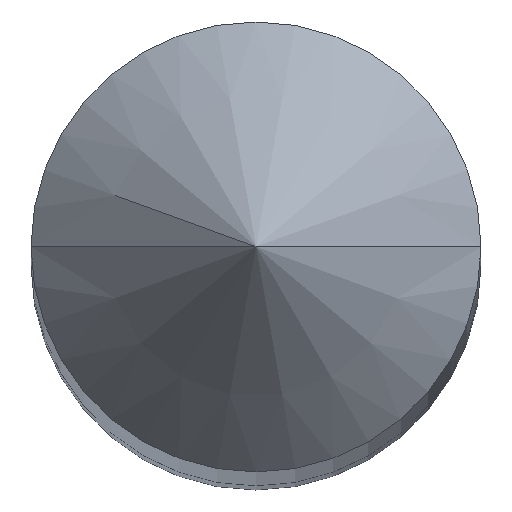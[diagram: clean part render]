
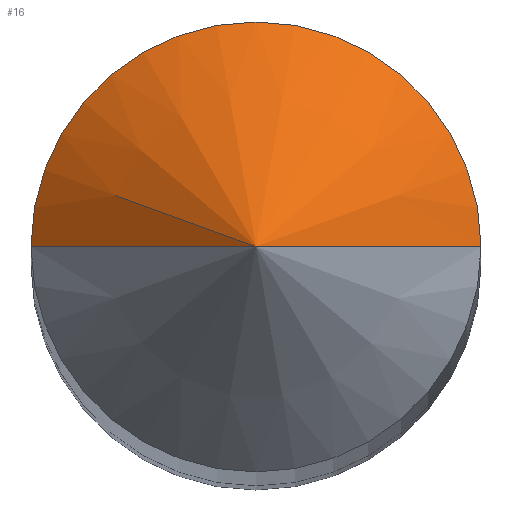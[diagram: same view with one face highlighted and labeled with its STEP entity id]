
A CAD part, top view. The second image highlights one B-rep face of the part: STEP entity #16.
In plain terms, the highlighted conical face has half-angle 45 degrees and reference radius 0.674 mm.
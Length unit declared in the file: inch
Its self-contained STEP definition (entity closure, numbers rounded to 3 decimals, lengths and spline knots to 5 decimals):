
#2 = DIRECTION ( 'NONE',  ( 0., 0., -1. ) ) ;
#16 = ADVANCED_FACE ( 'NONE', ( #54 ), #352, .T. ) ;
#51 = DIRECTION ( 'NONE',  ( 0., 0., 1. ) ) ;
#54 = FACE_OUTER_BOUND ( 'NONE', #207, .T. ) ;
#69 = EDGE_CURVE ( 'NONE', #303, #169, #348, .T. ) ;
#73 = CARTESIAN_POINT ( 'NONE',  ( 0.02655, 0., -0.03125 ) ) ;
#79 = CARTESIAN_POINT ( 'NONE',  ( 0.02655, 0., -0.03125 ) ) ;
#82 = VECTOR ( 'NONE', #202, 39.37008 ) ;
#83 = DIRECTION ( 'NONE',  ( -0.707, 0., -0.707 ) ) ;
#84 = EDGE_CURVE ( 'NONE', #169, #85, #256, .T. ) ;
#85 = VERTEX_POINT ( 'NONE', #295 ) ;
#97 = EDGE_CURVE ( 'NONE', #303, #85, #236, .T. ) ;
#109 = CARTESIAN_POINT ( 'NONE',  ( 0., 0., -0.03125 ) ) ;
#147 = ORIENTED_EDGE ( 'NONE', *, *, #69, .T. ) ;
#166 = VECTOR ( 'NONE', #83, 39.37008 ) ;
#169 = VERTEX_POINT ( 'NONE', #79 ) ;
#185 = ORIENTED_EDGE ( 'NONE', *, *, #97, .F. ) ;
#197 = CARTESIAN_POINT ( 'NONE',  ( 0., 0., -0.0047 ) ) ;
#202 = DIRECTION ( 'NONE',  ( 0.707, 0., -0.707 ) ) ;
#207 = EDGE_LOOP ( 'NONE', ( #185, #147, #339 ) ) ;
#217 = CARTESIAN_POINT ( 'NONE',  ( -0.02655, 0., -0.03125 ) ) ;
#236 = LINE ( 'NONE', #217, #166 ) ;
#254 = CARTESIAN_POINT ( 'NONE',  ( 0., 0., -0.03125 ) ) ;
#256 = CIRCLE ( 'NONE', #315, 0.02655 ) ;
#275 = AXIS2_PLACEMENT_3D ( 'NONE', #254, #2, #355 ) ;
#295 = CARTESIAN_POINT ( 'NONE',  ( -0.02655, 0., -0.03125 ) ) ;
#303 = VERTEX_POINT ( 'NONE', #197 ) ;
#315 = AXIS2_PLACEMENT_3D ( 'NONE', #109, #51, #330 ) ;
#330 = DIRECTION ( 'NONE',  ( 1., 0., 0. ) ) ;
#339 = ORIENTED_EDGE ( 'NONE', *, *, #84, .T. ) ;
#348 = LINE ( 'NONE', #73, #82 ) ;
#352 = CONICAL_SURFACE ( 'NONE', #275, 0.02655, 0.785 ) ;
#355 = DIRECTION ( 'NONE',  ( -1., 0., 0. ) ) ;
